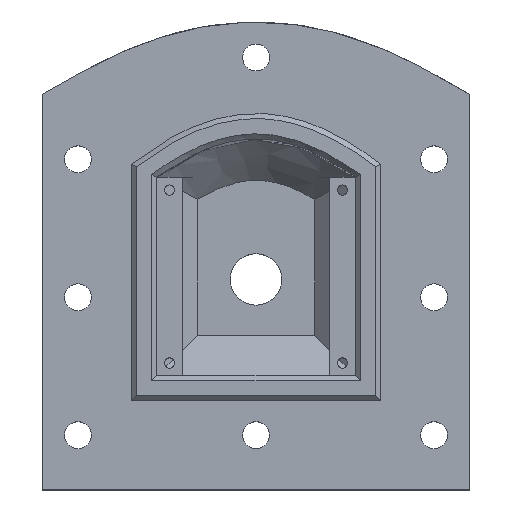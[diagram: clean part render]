
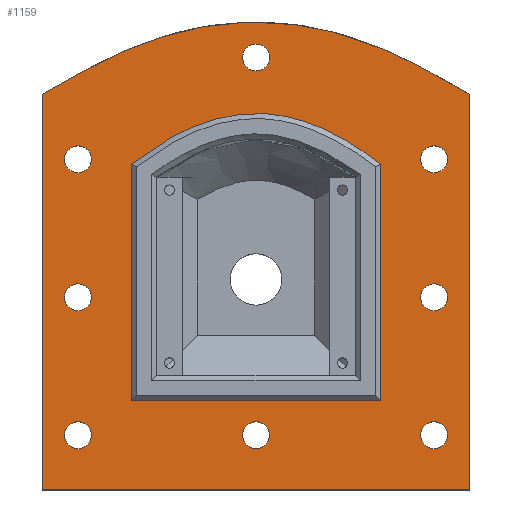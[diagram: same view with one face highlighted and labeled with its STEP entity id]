
A CAD part, top view. The second image highlights one B-rep face of the part: STEP entity #1159.
In plain terms, the highlighted planar face has unit normal (0, 0, 1).
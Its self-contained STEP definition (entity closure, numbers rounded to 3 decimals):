
#34=CIRCLE('',#1217,2.65);
#35=CIRCLE('',#1219,2.65);
#36=CIRCLE('',#1221,2.65);
#37=CIRCLE('',#1223,2.65);
#38=CIRCLE('',#1225,2.65);
#39=CIRCLE('',#1227,2.65);
#40=CIRCLE('',#1229,2.65);
#41=CIRCLE('',#1231,2.65);
#80=FACE_BOUND('',#244,.T.);
#81=FACE_BOUND('',#245,.T.);
#82=FACE_BOUND('',#246,.T.);
#83=FACE_BOUND('',#247,.T.);
#84=FACE_BOUND('',#248,.T.);
#85=FACE_BOUND('',#249,.T.);
#86=FACE_BOUND('',#250,.T.);
#87=FACE_BOUND('',#251,.T.);
#88=FACE_BOUND('',#252,.T.);
#159=FACE_OUTER_BOUND('',#243,.T.);
#243=EDGE_LOOP('',(#1040,#1041,#1042,#1043));
#244=EDGE_LOOP('',(#1044,#1045,#1046,#1047));
#245=EDGE_LOOP('',(#1048));
#246=EDGE_LOOP('',(#1049));
#247=EDGE_LOOP('',(#1050));
#248=EDGE_LOOP('',(#1051));
#249=EDGE_LOOP('',(#1052));
#250=EDGE_LOOP('',(#1053));
#251=EDGE_LOOP('',(#1054));
#252=EDGE_LOOP('',(#1055));
#256=B_SPLINE_CURVE_WITH_KNOTS('',3,(#1639,#1640,#1641,#1642,#1643,#1644,
#1645,#1646,#1647,#1648,#1649,#1650,#1651,#1652,#1653,#1654,#1655,#1656,
#1657),.UNSPECIFIED.,.F.,.F.,(4,3,3,3,3,3,4),(-0.053,0.,0.306,
0.544,0.826,1.,1.053),.UNSPECIFIED.);
#276=B_SPLINE_CURVE_WITH_KNOTS('',3,(#2361,#2362,#2363,#2364,#2365,#2366,
#2367,#2368,#2369,#2370,#2371,#2372,#2373,#2374,#2375,#2376,#2377,#2378,
#2379),.UNSPECIFIED.,.F.,.F.,(4,3,3,3,3,3,4),(-1.142,-1.,-0.737,
-0.515,-0.292,0.,0.142),
 .UNSPECIFIED.);
#278=LINE('',#1534,#383);
#282=LINE('',#1663,#387);
#283=LINE('',#1665,#388);
#375=LINE('',#2319,#480);
#379=LINE('',#2383,#484);
#381=LINE('',#2386,#486);
#383=VECTOR('',#1251,10.);
#387=VECTOR('',#1257,10.);
#388=VECTOR('',#1260,10.);
#480=VECTOR('',#1508,10.);
#484=VECTOR('',#1514,10.);
#486=VECTOR('',#1518,10.);
#489=VERTEX_POINT('',#1526);
#490=VERTEX_POINT('',#1533);
#492=VERTEX_POINT('',#1632);
#494=VERTEX_POINT('',#1661);
#569=VERTEX_POINT('',#2158);
#570=VERTEX_POINT('',#2162);
#571=VERTEX_POINT('',#2166);
#572=VERTEX_POINT('',#2170);
#573=VERTEX_POINT('',#2174);
#574=VERTEX_POINT('',#2178);
#575=VERTEX_POINT('',#2182);
#576=VERTEX_POINT('',#2186);
#581=VERTEX_POINT('',#2317);
#582=VERTEX_POINT('',#2318);
#583=VERTEX_POINT('',#2360);
#584=VERTEX_POINT('',#2382);
#587=EDGE_CURVE('',#490,#489,#278,.T.);
#591=EDGE_CURVE('',#489,#492,#256,.T.);
#594=EDGE_CURVE('',#492,#494,#282,.T.);
#595=EDGE_CURVE('',#494,#490,#283,.T.);
#704=EDGE_CURVE('',#569,#569,#34,.T.);
#706=EDGE_CURVE('',#570,#570,#35,.T.);
#708=EDGE_CURVE('',#571,#571,#36,.T.);
#710=EDGE_CURVE('',#572,#572,#37,.T.);
#712=EDGE_CURVE('',#573,#573,#38,.T.);
#714=EDGE_CURVE('',#574,#574,#39,.T.);
#716=EDGE_CURVE('',#575,#575,#40,.T.);
#718=EDGE_CURVE('',#576,#576,#41,.T.);
#734=EDGE_CURVE('',#581,#582,#375,.T.);
#737=EDGE_CURVE('',#582,#583,#276,.T.);
#739=EDGE_CURVE('',#583,#584,#379,.T.);
#741=EDGE_CURVE('',#584,#581,#381,.T.);
#1040=ORIENTED_EDGE('',*,*,#741,.T.);
#1041=ORIENTED_EDGE('',*,*,#734,.T.);
#1042=ORIENTED_EDGE('',*,*,#737,.T.);
#1043=ORIENTED_EDGE('',*,*,#739,.T.);
#1044=ORIENTED_EDGE('',*,*,#595,.T.);
#1045=ORIENTED_EDGE('',*,*,#587,.T.);
#1046=ORIENTED_EDGE('',*,*,#591,.T.);
#1047=ORIENTED_EDGE('',*,*,#594,.T.);
#1048=ORIENTED_EDGE('',*,*,#704,.T.);
#1049=ORIENTED_EDGE('',*,*,#706,.T.);
#1050=ORIENTED_EDGE('',*,*,#708,.T.);
#1051=ORIENTED_EDGE('',*,*,#710,.T.);
#1052=ORIENTED_EDGE('',*,*,#712,.T.);
#1053=ORIENTED_EDGE('',*,*,#714,.T.);
#1054=ORIENTED_EDGE('',*,*,#716,.T.);
#1055=ORIENTED_EDGE('',*,*,#718,.T.);
#1095=PLANE('',#1245);
#1159=ADVANCED_FACE('',(#159,#80,#81,#82,#83,#84,#85,#86,#87,#88),#1095,
 .T.);
#1217=AXIS2_PLACEMENT_3D('',#2160,#1438,#1439);
#1219=AXIS2_PLACEMENT_3D('',#2164,#1443,#1444);
#1221=AXIS2_PLACEMENT_3D('',#2168,#1448,#1449);
#1223=AXIS2_PLACEMENT_3D('',#2172,#1453,#1454);
#1225=AXIS2_PLACEMENT_3D('',#2176,#1458,#1459);
#1227=AXIS2_PLACEMENT_3D('',#2180,#1463,#1464);
#1229=AXIS2_PLACEMENT_3D('',#2184,#1468,#1469);
#1231=AXIS2_PLACEMENT_3D('',#2188,#1473,#1474);
#1245=AXIS2_PLACEMENT_3D('',#2387,#1519,#1520);
#1251=DIRECTION('',(0.,1.,0.));
#1257=DIRECTION('',(0.,-1.,0.));
#1260=DIRECTION('',(-1.,0.,0.));
#1438=DIRECTION('center_axis',(0.,0.,
-1.));
#1439=DIRECTION('ref_axis',(1.,0.,0.));
#1443=DIRECTION('center_axis',(0.,0.,
-1.));
#1444=DIRECTION('ref_axis',(1.,0.,0.));
#1448=DIRECTION('center_axis',(0.,0.,
-1.));
#1449=DIRECTION('ref_axis',(1.,0.,0.));
#1453=DIRECTION('center_axis',(0.,0.,
-1.));
#1454=DIRECTION('ref_axis',(1.,0.,0.));
#1458=DIRECTION('center_axis',(0.,0.,
-1.));
#1459=DIRECTION('ref_axis',(1.,0.,0.));
#1463=DIRECTION('center_axis',(0.,0.,
-1.));
#1464=DIRECTION('ref_axis',(1.,0.,0.));
#1468=DIRECTION('center_axis',(0.,0.,
-1.));
#1469=DIRECTION('ref_axis',(1.,0.,0.));
#1473=DIRECTION('center_axis',(0.,0.,
-1.));
#1474=DIRECTION('ref_axis',(1.,0.,0.));
#1508=DIRECTION('',(0.,1.,0.));
#1514=DIRECTION('',(0.,-1.,0.));
#1518=DIRECTION('',(1.,0.,0.));
#1519=DIRECTION('center_axis',(0.,0.,
1.));
#1520=DIRECTION('ref_axis',(-1.,0.,0.));
#1526=CARTESIAN_POINT('',(-24.5,42.544,45.998));
#1533=CARTESIAN_POINT('',(-24.5,-3.998,45.998));
#1534=CARTESIAN_POINT('',(-24.5,33.567,45.998));
#1632=CARTESIAN_POINT('',(24.5,42.544,45.998));
#1639=CARTESIAN_POINT('Ctrl Pts',(-24.5,42.544,45.998));
#1640=CARTESIAN_POINT('Ctrl Pts',(-23.815,43.043,45.998));
#1641=CARTESIAN_POINT('Ctrl Pts',(-23.131,43.542,45.998));
#1642=CARTESIAN_POINT('Ctrl Pts',(-22.446,44.041,45.998));
#1643=CARTESIAN_POINT('Ctrl Pts',(-18.132,47.188,45.998));
#1644=CARTESIAN_POINT('Ctrl Pts',(-13.723,49.606,45.998));
#1645=CARTESIAN_POINT('Ctrl Pts',(-9.082,51.062,45.998));
#1646=CARTESIAN_POINT('Ctrl Pts',(-5.456,52.199,45.998));
#1647=CARTESIAN_POINT('Ctrl Pts',(-1.667,52.702,45.998));
#1648=CARTESIAN_POINT('Ctrl Pts',(2.091,52.425,45.998));
#1649=CARTESIAN_POINT('Ctrl Pts',(6.523,52.098,45.998));
#1650=CARTESIAN_POINT('Ctrl Pts',(10.827,50.731,45.998));
#1651=CARTESIAN_POINT('Ctrl Pts',(14.942,48.666,45.998));
#1652=CARTESIAN_POINT('Ctrl Pts',(17.492,47.386,45.998));
#1653=CARTESIAN_POINT('Ctrl Pts',(19.984,45.837,45.998));
#1654=CARTESIAN_POINT('Ctrl Pts',(22.446,44.041,45.998));
#1655=CARTESIAN_POINT('Ctrl Pts',(23.131,43.542,45.998));
#1656=CARTESIAN_POINT('Ctrl Pts',(23.815,43.043,45.998));
#1657=CARTESIAN_POINT('Ctrl Pts',(24.5,42.544,45.998));
#1661=CARTESIAN_POINT('',(24.5,-3.998,45.998));
#1663=CARTESIAN_POINT('',(24.5,10.296,45.998));
#1665=CARTESIAN_POINT('',(-12.25,-3.998,45.998));
#2158=CARTESIAN_POINT('',(-37.65,16.369,45.998));
#2160=CARTESIAN_POINT('Origin',(-35.,16.369,45.998));
#2162=CARTESIAN_POINT('',(-37.65,-10.749,45.998));
#2164=CARTESIAN_POINT('Origin',(-35.,-10.749,45.998));
#2166=CARTESIAN_POINT('',(-37.65,43.488,45.998));
#2168=CARTESIAN_POINT('Origin',(-35.,43.488,45.998));
#2170=CARTESIAN_POINT('',(-2.65,-10.749,45.998));
#2172=CARTESIAN_POINT('Origin',(0.,-10.749,
45.998));
#2174=CARTESIAN_POINT('',(32.35,43.487,45.998));
#2176=CARTESIAN_POINT('Origin',(35.,43.487,45.998));
#2178=CARTESIAN_POINT('',(32.35,-10.749,45.998));
#2180=CARTESIAN_POINT('Origin',(35.,-10.749,45.998));
#2182=CARTESIAN_POINT('',(-2.644,63.501,45.998));
#2184=CARTESIAN_POINT('Origin',(0.006,63.501,45.998));
#2186=CARTESIAN_POINT('',(32.35,16.369,45.998));
#2188=CARTESIAN_POINT('Origin',(35.,16.369,45.998));
#2317=CARTESIAN_POINT('',(42.,-21.498,45.998));
#2318=CARTESIAN_POINT('',(42.,56.28,45.998));
#2319=CARTESIAN_POINT('',(42.,-21.498,45.998));
#2360=CARTESIAN_POINT('',(-42.,56.28,45.998));
#2361=CARTESIAN_POINT('Ctrl Pts',(42.,56.28,45.998));
#2362=CARTESIAN_POINT('Ctrl Pts',(39.449,57.713,45.998));
#2363=CARTESIAN_POINT('Ctrl Pts',(36.898,59.146,45.998));
#2364=CARTESIAN_POINT('Ctrl Pts',(34.347,60.579,45.998));
#2365=CARTESIAN_POINT('Ctrl Pts',(28.754,63.721,45.998));
#2366=CARTESIAN_POINT('Ctrl Pts',(23.017,66.253,45.998));
#2367=CARTESIAN_POINT('Ctrl Pts',(16.968,68.008,45.998));
#2368=CARTESIAN_POINT('Ctrl Pts',(11.863,69.49,45.998));
#2369=CARTESIAN_POINT('Ctrl Pts',(6.506,70.389,45.998));
#2370=CARTESIAN_POINT('Ctrl Pts',(1.078,70.491,45.998));
#2371=CARTESIAN_POINT('Ctrl Pts',(-4.374,70.595,45.998));
#2372=CARTESIAN_POINT('Ctrl Pts',(-9.815,69.884,45.998));
#2373=CARTESIAN_POINT('Ctrl Pts',(-14.998,68.548,45.998));
#2374=CARTESIAN_POINT('Ctrl Pts',(-21.772,66.801,45.998));
#2375=CARTESIAN_POINT('Ctrl Pts',(-28.15,64.061,45.998));
#2376=CARTESIAN_POINT('Ctrl Pts',(-34.347,60.579,45.998));
#2377=CARTESIAN_POINT('Ctrl Pts',(-36.898,59.146,45.998));
#2378=CARTESIAN_POINT('Ctrl Pts',(-39.449,57.713,45.998));
#2379=CARTESIAN_POINT('Ctrl Pts',(-42.,56.28,45.998));
#2382=CARTESIAN_POINT('',(-42.,-21.498,45.998));
#2383=CARTESIAN_POINT('',(-42.,56.28,45.998));
#2386=CARTESIAN_POINT('',(-42.,-21.498,45.998));
#2387=CARTESIAN_POINT('Origin',(0.,24.59,
45.998));
